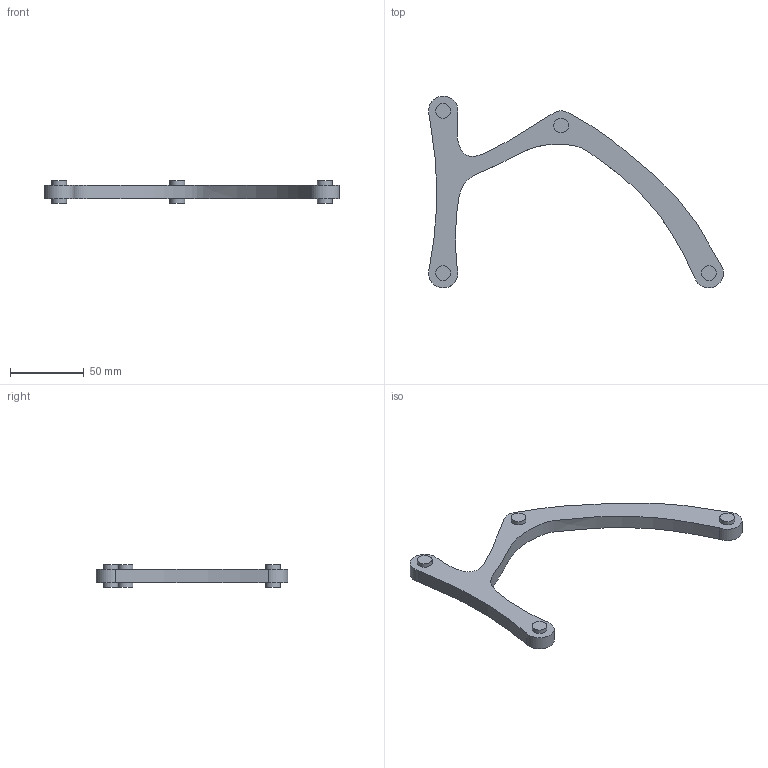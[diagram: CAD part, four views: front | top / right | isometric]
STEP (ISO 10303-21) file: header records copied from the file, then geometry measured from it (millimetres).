
FILE_DESCRIPTION(/* description */ (''),/* implementation_level */ '2;1');
FILE_NAME(/* name */ 'Bracket Assembly MK3.stp',/* time_stamp */ '2021-05-12T21:48:08+12:00',/* author */ ('Jawal'),/* organization */ (''),/* preprocessor_version */ 'ST-DEVELOPER v18.1',/* originating_system */ 'Autodesk Inventor 2021',/* authorisation */ '');
FILE_SCHEMA (('AUTOMOTIVE_DESIGN { 1 0 10303 214 3 1 1 }'));
Products named in the file (3): Bracket Assembly MK3; Pin; Bracket Concept MK3
Assembly tree (5 placements, depth 2):
  Bracket Assembly MK3
    Pin  x4
    Bracket Concept MK3
Bounding box: 199.99 x 129.99 x 15 mm (x, y, z)
Volume: 55974.2 mm3; surface area: 21443.6 mm2
Topology: 5 solids, 5 shells, 26 faces, 56 edges, 40 vertices
Faces by surface type: cylinder 12, plane 10, bspline 4
Full cylindrical faces by diameter (mm): 10 x8
Entity records: 746 total; most frequent: CARTESIAN_POINT 210, DIRECTION 95, ORIENTED_EDGE 82, EDGE_CURVE 41, AXIS2_PLACEMENT_3D 41, VERTEX_POINT 28, EDGE_LOOP 25, CIRCLE 20
